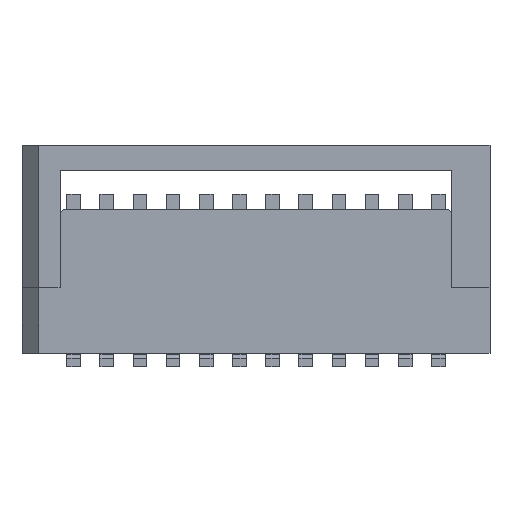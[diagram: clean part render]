
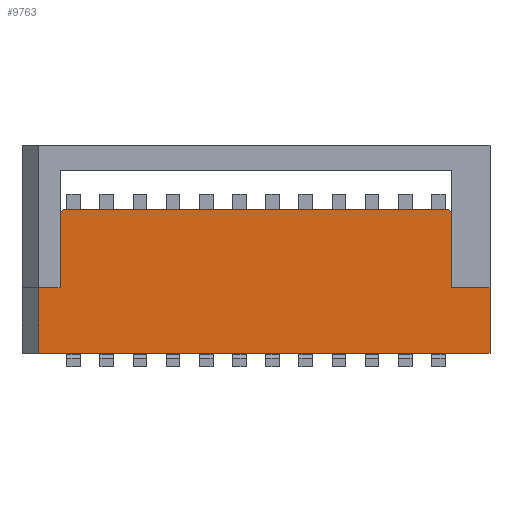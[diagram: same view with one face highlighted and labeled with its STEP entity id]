
A CAD part, left-side view. The second image highlights one B-rep face of the part: STEP entity #9763.
In plain terms, the highlighted face is planar.
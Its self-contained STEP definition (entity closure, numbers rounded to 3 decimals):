
#2573=ORIENTED_EDGE('',*,*,#4353,.F.);
#2574=ORIENTED_EDGE('',*,*,#4354,.T.);
#2575=ORIENTED_EDGE('',*,*,#4355,.T.);
#2576=ORIENTED_EDGE('',*,*,#3966,.T.);
#2577=ORIENTED_EDGE('',*,*,#4356,.T.);
#2578=ORIENTED_EDGE('',*,*,#4357,.T.);
#2579=ORIENTED_EDGE('',*,*,#4298,.T.);
#2580=ORIENTED_EDGE('',*,*,#4358,.T.);
#2581=ORIENTED_EDGE('',*,*,#4302,.F.);
#2582=ORIENTED_EDGE('',*,*,#4359,.F.);
#3966=EDGE_CURVE('',#5056,#5055,#6037,.T.);
#4298=EDGE_CURVE('',#5297,#5296,#6367,.T.);
#4302=EDGE_CURVE('',#5300,#5301,#6371,.T.);
#4353=EDGE_CURVE('',#5334,#5335,#6408,.T.);
#4354=EDGE_CURVE('',#5334,#5336,#6409,.T.);
#4355=EDGE_CURVE('',#5336,#5056,#6410,.T.);
#4356=EDGE_CURVE('',#5055,#5337,#6411,.T.);
#4357=EDGE_CURVE('',#5337,#5297,#6412,.T.);
#4358=EDGE_CURVE('',#5296,#5301,#6413,.T.);
#4359=EDGE_CURVE('',#5335,#5300,#6414,.T.);
#5055=VERTEX_POINT('',#16648);
#5056=VERTEX_POINT('',#16650);
#5296=VERTEX_POINT('',#17323);
#5297=VERTEX_POINT('',#17325);
#5300=VERTEX_POINT('',#17332);
#5301=VERTEX_POINT('',#17334);
#5334=VERTEX_POINT('',#17432);
#5335=VERTEX_POINT('',#17433);
#5336=VERTEX_POINT('',#17435);
#5337=VERTEX_POINT('',#17438);
#6037=LINE('',#16649,#7176);
#6367=LINE('',#17324,#7506);
#6371=LINE('',#17333,#7510);
#6408=LINE('',#17431,#7547);
#6409=LINE('',#17434,#7548);
#6410=LINE('',#17436,#7549);
#6411=LINE('',#17437,#7550);
#6412=LINE('',#17439,#7551);
#6413=LINE('',#17440,#7552);
#6414=LINE('',#17441,#7553);
#7176=VECTOR('',#12958,1000.);
#7506=VECTOR('',#13496,1000.);
#7510=VECTOR('',#13502,1000.);
#7547=VECTOR('',#13595,1000.);
#7548=VECTOR('',#13596,1000.);
#7549=VECTOR('',#13597,1000.);
#7550=VECTOR('',#13598,1000.);
#7551=VECTOR('',#13599,1000.);
#7552=VECTOR('',#13600,1000.);
#7553=VECTOR('',#13601,1000.);
#8151=EDGE_LOOP('',(#2573,#2574,#2575,#2576,#2577,#2578,#2579,#2580,#2581,
#2582));
#8740=FACE_BOUND('',#8151,.T.);
#9239=PLANE('',#11384);
#9763=ADVANCED_FACE('',(#8740),#9239,.T.);
#11384=AXIS2_PLACEMENT_3D('',#17430,#13593,#13594);
#12958=DIRECTION('',(0.,0.,1.));
#13496=DIRECTION('',(-0.707,0.,0.707));
#13502=DIRECTION('',(0.707,0.,0.707));
#13593=DIRECTION('',(0.,-1.,0.));
#13594=DIRECTION('',(0.,0.,-1.));
#13595=DIRECTION('',(1.,0.,0.));
#13596=DIRECTION('',(0.,0.,-1.));
#13597=DIRECTION('',(1.,0.,0.));
#13598=DIRECTION('',(-1.,0.,0.));
#13599=DIRECTION('',(0.,0.,1.));
#13600=DIRECTION('',(-1.,0.,0.));
#13601=DIRECTION('',(0.,0.,1.));
#16648=CARTESIAN_POINT('',(6.985,-6.75,1.95));
#16649=CARTESIAN_POINT('',(6.985,-6.75,0.));
#16650=CARTESIAN_POINT('',(6.985,-6.75,0.));
#17323=CARTESIAN_POINT('',(5.75,-6.75,4.3));
#17324=CARTESIAN_POINT('',(5.025,-6.75,5.025));
#17325=CARTESIAN_POINT('',(5.85,-6.75,4.2));
#17332=CARTESIAN_POINT('',(-5.85,-6.75,4.2));
#17333=CARTESIAN_POINT('',(-5.025,-6.75,5.025));
#17334=CARTESIAN_POINT('',(-5.75,-6.75,4.3));
#17430=CARTESIAN_POINT('',(0.,-6.75,0.));
#17431=CARTESIAN_POINT('',(-6.985,-6.75,1.95));
#17432=CARTESIAN_POINT('',(-6.485,-6.75,1.95));
#17433=CARTESIAN_POINT('',(-5.85,-6.75,1.95));
#17434=CARTESIAN_POINT('',(-6.485,-6.75,0.));
#17435=CARTESIAN_POINT('',(-6.485,-6.75,0.));
#17436=CARTESIAN_POINT('',(-6.985,-6.75,0.));
#17437=CARTESIAN_POINT('',(6.985,-6.75,1.95));
#17438=CARTESIAN_POINT('',(5.85,-6.75,1.95));
#17439=CARTESIAN_POINT('',(5.85,-6.75,1.95));
#17440=CARTESIAN_POINT('',(6.985,-6.75,4.3));
#17441=CARTESIAN_POINT('',(-5.85,-6.75,1.95));
